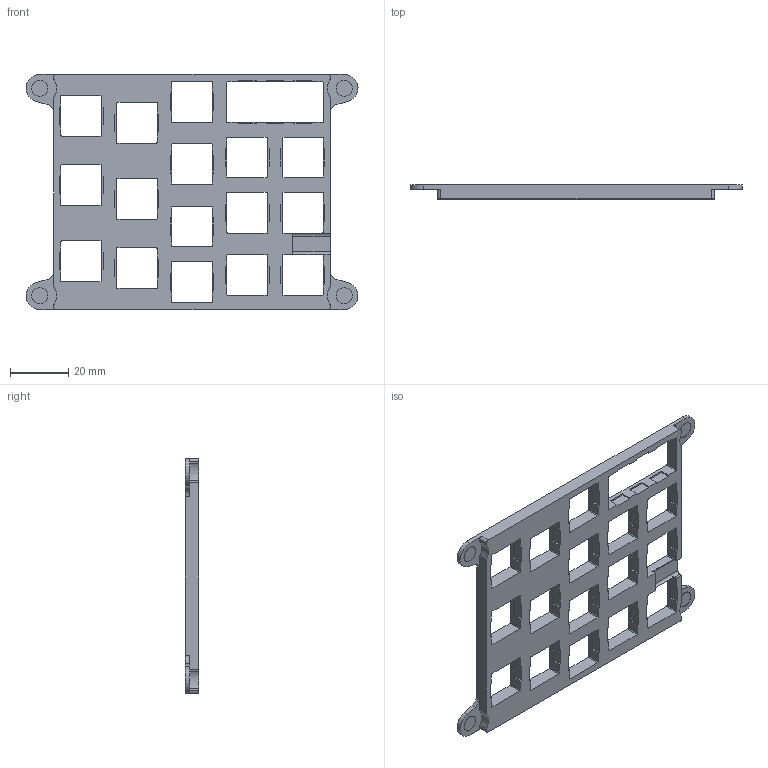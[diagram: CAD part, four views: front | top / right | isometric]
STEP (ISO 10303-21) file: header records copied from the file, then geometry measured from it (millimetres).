
FILE_DESCRIPTION(/* description */ ('','CAx-IF Rec.Pracs.---Representation and Presentation of Product Manufacturing Information (PMI)---4.0---2014-10-13'),/* implementation_level */ '2;1');
FILE_NAME(/* name */ 'Spruce Plate for Bumpons v2 v4.step',/* time_stamp */ '2025-03-13T11:52:41-04:00',/* author */ (''),/* organization */ (''),/* preprocessor_version */ 'ST-DEVELOPER v20',/* originating_system */ 'Autodesk Translation Framework v13.20.0.188',/* authorisation */ '');
FILE_SCHEMA (('AP242_MANAGED_MODEL_BASED_3D_ENGINEERING_MIM_LF { 1 0 10303 442 1 1 4 }'));
Length unit declared in the file: inch
Products named in the file (1): Spruce Plate for Bumpons v2
Bounding box: 114.29 x 4.7 x 80.96 mm (x, y, z)
Volume: 19075.4 mm3; surface area: 15375.3 mm2
Topology: 1 solids, 1 shells, 352 faces, 1032 edges, 688 vertices
Faces by surface type: plane 250, cylinder 102
Full cylindrical faces by diameter (mm): 5.588 x8
Entity records: 11761 total; most frequent: CARTESIAN_POINT 2095, ORIENTED_EDGE 2064, DIRECTION 1940, EDGE_CURVE 1032, LINE 826, VECTOR 826, VERTEX_POINT 688, AXIS2_PLACEMENT_3D 557
